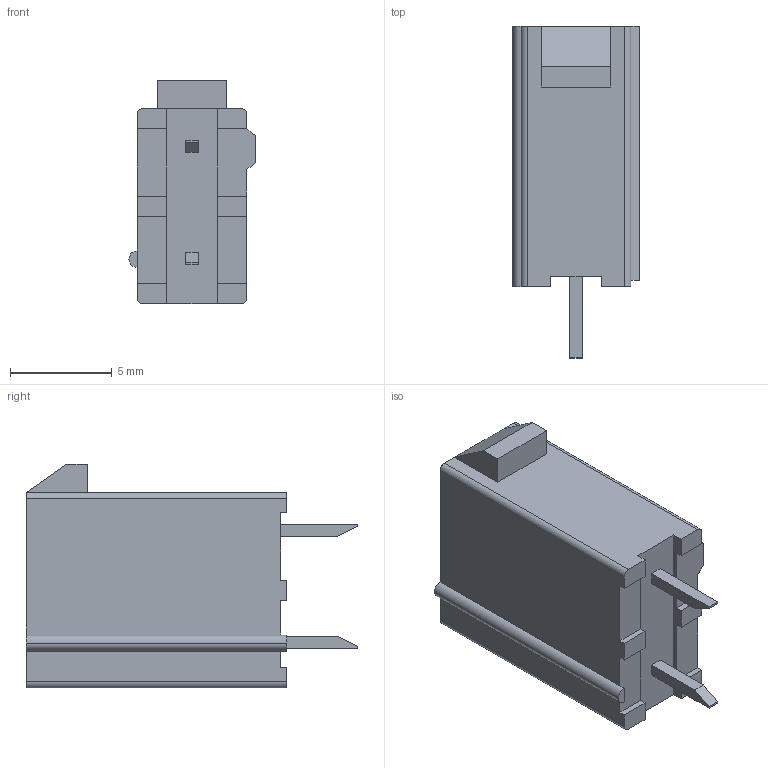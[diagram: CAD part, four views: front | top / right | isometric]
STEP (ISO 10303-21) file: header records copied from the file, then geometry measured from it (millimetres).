
FILE_DESCRIPTION(('STEP AP214'),'1');
FILE_NAME(' ',' ',('TraceParts'),('TraceParts S.A.'),'XStep 1.0',' ',' ');
FILE_SCHEMA(('automotive_design'));
Length unit declared in the file: millimetre
Products named in the file (5): 039281023
Bounding box: 6.2 x 16.3 x 11 mm (x, y, z)
Volume: 433.5 mm3; surface area: 820.6 mm2
Topology: 1 solids, 1 shells, 78 faces, 209 edges, 143 vertices
Faces by surface type: plane 72, cylinder 6
Entity records: 2480 total; most frequent: CARTESIAN_POINT 435, ORIENTED_EDGE 410, DIRECTION 391, EDGE_CURVE 205, LINE 193, VECTOR 193, VERTEX_POINT 135, AXIS2_PLACEMENT_3D 99
